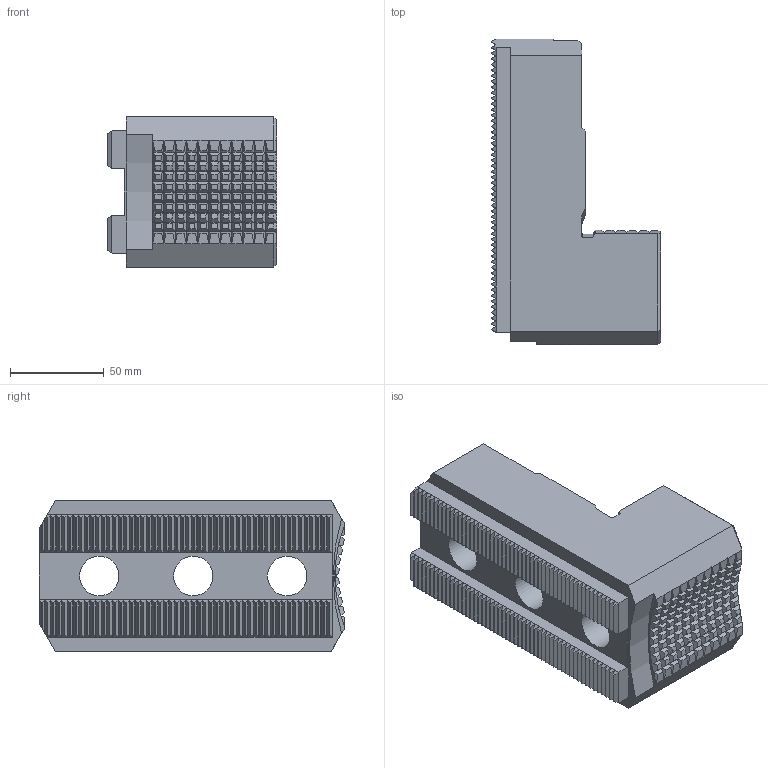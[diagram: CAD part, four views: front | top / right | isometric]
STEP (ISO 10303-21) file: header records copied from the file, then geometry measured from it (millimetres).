
FILE_DESCRIPTION (( 'STEP AP214' ), '1' );
FILE_NAME ('HB18B2-P22147-7.STEP', '2025-09-03T10:33:43', ( '' ), ( '' ), 'SwSTEP 2.0', 'SolidWorks 2022', '' );
FILE_SCHEMA (( 'AUTOMOTIVE_DESIGN' ));
Length unit declared in the file: millimetre
Products named in the file (1): HB18B2-P22147-7
Bounding box: 90 x 162.7 x 80 mm (x, y, z)
Volume: 621969.9 mm3; surface area: 80293.2 mm2
Topology: 1 solids, 1 shells, 1044 faces, 3090 edges, 2050 vertices
Faces by surface type: plane 682, cylinder 289, cone 70, torus 3
Full cylindrical faces by diameter (mm): 21 x3, 32 x3
Entity records: 35249 total; most frequent: CARTESIAN_POINT 9677, ORIENTED_EDGE 6150, DIRECTION 4227, EDGE_CURVE 3075, VERTEX_POINT 2046, VECTOR 1695, LINE 1695, AXIS2_PLACEMENT_3D 1266
